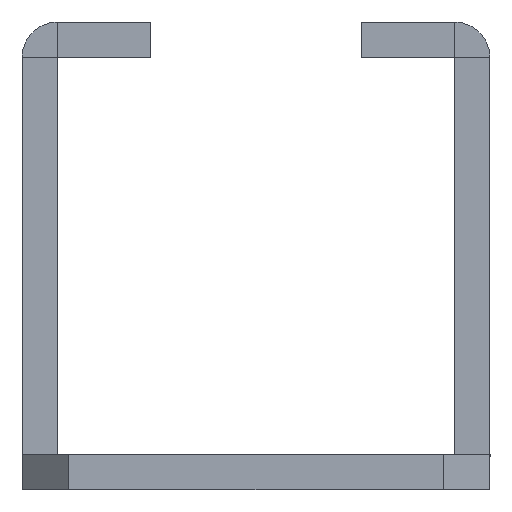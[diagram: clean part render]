
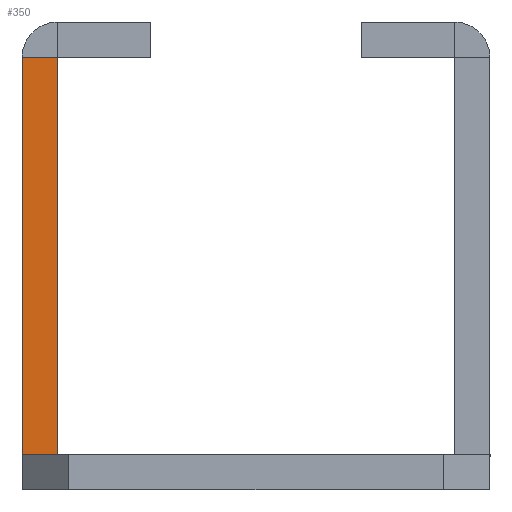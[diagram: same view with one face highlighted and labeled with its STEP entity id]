
A CAD part, left-side view. The second image highlights one B-rep face of the part: STEP entity #350.
In plain terms, the highlighted planar face has unit normal (-1, 0, 0).
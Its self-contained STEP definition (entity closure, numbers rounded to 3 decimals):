
#350 = ADVANCED_FACE ( 'NONE', ( #732 ), #3218, .F. ) ;
#533 = VECTOR ( 'NONE', #3646, 1000. ) ;
#535 = VECTOR ( 'NONE', #2135, 1000. ) ;
#537 = VECTOR ( 'NONE', #3647, 1000. ) ;
#538 = LINE ( 'NONE', #3648, #533 ) ;
#539 = VECTOR ( 'NONE', #3644, 1000. ) ;
#541 = LINE ( 'NONE', #3635, #539 ) ;
#542 = LINE ( 'NONE', #3645, #535 ) ;
#543 = LINE ( 'NONE', #3643, #537 ) ;
#732 = FACE_OUTER_BOUND ( 'NONE', #2093, .T. ) ;
#1170 = EDGE_CURVE ( 'NONE', #3851, #3850, #541, .T. ) ;
#1171 = EDGE_CURVE ( 'NONE', #3850, #3841, #543, .T. ) ;
#1172 = EDGE_CURVE ( 'NONE', #3838, #3841, #542, .T. ) ;
#1173 = EDGE_CURVE ( 'NONE', #3851, #3838, #538, .T. ) ;
#1620 = ORIENTED_EDGE ( 'NONE', *, *, #1173, .T. ) ;
#1621 = ORIENTED_EDGE ( 'NONE', *, *, #1170, .F. ) ;
#1622 = ORIENTED_EDGE ( 'NONE', *, *, #1171, .F. ) ;
#1623 = ORIENTED_EDGE ( 'NONE', *, *, #1172, .T. ) ;
#1967 = AXIS2_PLACEMENT_3D ( 'NONE', #3211, #3223, #3224 ) ;
#2093 = EDGE_LOOP ( 'NONE', ( #1623, #1622, #1621, #1620 ) ) ;
#2135 = DIRECTION ( 'NONE',  ( 0., 1., 0. ) ) ;
#2730 = CARTESIAN_POINT ( 'NONE',  ( -417.5, 8.5, 18.49 ) ) ;
#2733 = CARTESIAN_POINT ( 'NONE',  ( -417.5, 10., 18.49 ) ) ;
#2742 = CARTESIAN_POINT ( 'NONE',  ( -417.5, 10., 1.51 ) ) ;
#2743 = CARTESIAN_POINT ( 'NONE',  ( -417.5, 8.5, 1.51 ) ) ;
#3211 = CARTESIAN_POINT ( 'NONE',  ( -417.5, 10., 18.5 ) ) ;
#3218 = PLANE ( 'NONE',  #1967 ) ;
#3223 = DIRECTION ( 'NONE',  ( 1., 0., 0. ) ) ;
#3224 = DIRECTION ( 'NONE',  ( 0., 1., 0. ) ) ;
#3635 = CARTESIAN_POINT ( 'NONE',  ( -417.5, 8.5, 1.51 ) ) ;
#3643 = CARTESIAN_POINT ( 'NONE',  ( -417.5, 10., 18.5 ) ) ;
#3644 = DIRECTION ( 'NONE',  ( 0., 1., 0. ) ) ;
#3645 = CARTESIAN_POINT ( 'NONE',  ( -417.5, 8.5, 18.49 ) ) ;
#3646 = DIRECTION ( 'NONE',  ( 0., 0., 1. ) ) ;
#3647 = DIRECTION ( 'NONE',  ( 0., 0., 1. ) ) ;
#3648 = CARTESIAN_POINT ( 'NONE',  ( -417.5, 8.5, 18.5 ) ) ;
#3838 = VERTEX_POINT ( 'NONE', #2730 ) ;
#3841 = VERTEX_POINT ( 'NONE', #2733 ) ;
#3850 = VERTEX_POINT ( 'NONE', #2742 ) ;
#3851 = VERTEX_POINT ( 'NONE', #2743 ) ;
